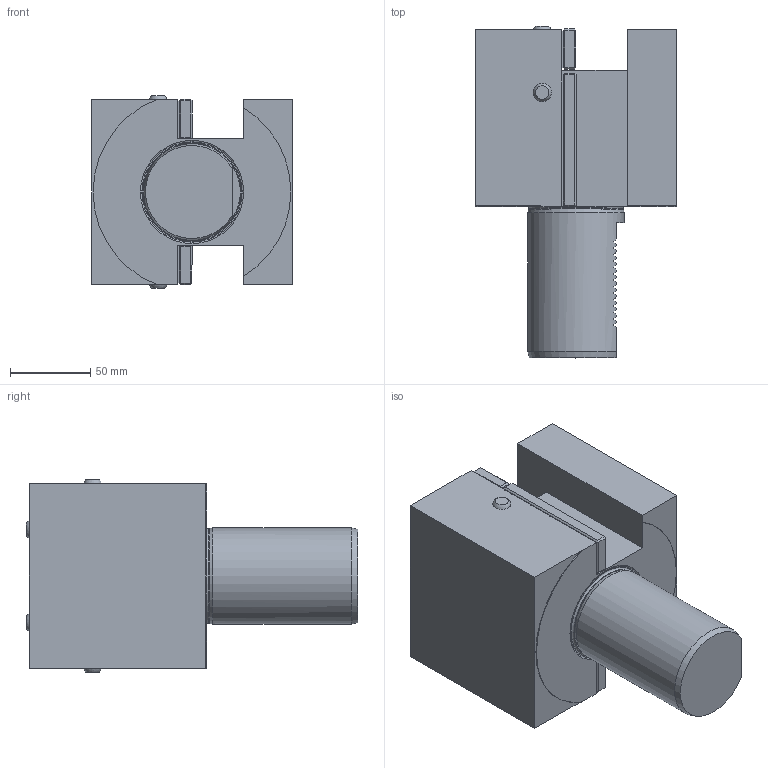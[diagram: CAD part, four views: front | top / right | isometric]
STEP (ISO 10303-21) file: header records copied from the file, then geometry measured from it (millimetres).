
FILE_DESCRIPTION (( 'STEP AP214' ), '1' );
FILE_NAME ('D260X32.STEP', '2025-07-08T15:40:49', ( '' ), ( '' ), 'SwSTEP 2.0', 'SolidWorks 2023', '' );
FILE_SCHEMA (( 'AUTOMOTIVE_DESIGN' ));
Length unit declared in the file: millimetre
Products named in the file (1): D260X32
Bounding box: 125 x 206.37 x 119.74 mm (x, y, z)
Volume: 1607089.6 mm3; surface area: 112623 mm2
Topology: 1 solids, 1 shells, 393 faces, 994 edges, 639 vertices
Faces by surface type: plane 284, bspline 56, cylinder 44, sphere 4, torus 3, cone 2
Full cylindrical faces by diameter (mm): 1.7 x1, 2.1 x1, 6.366 x1, 58.7 x1, 60 x1
Entity records: 17222 total; most frequent: CARTESIAN_POINT 6088, ORIENTED_EDGE 1966, DIRECTION 1535, EDGE_CURVE 983, LINE 711, VECTOR 711, VERTEX_POINT 637, EDGE_LOOP 442
